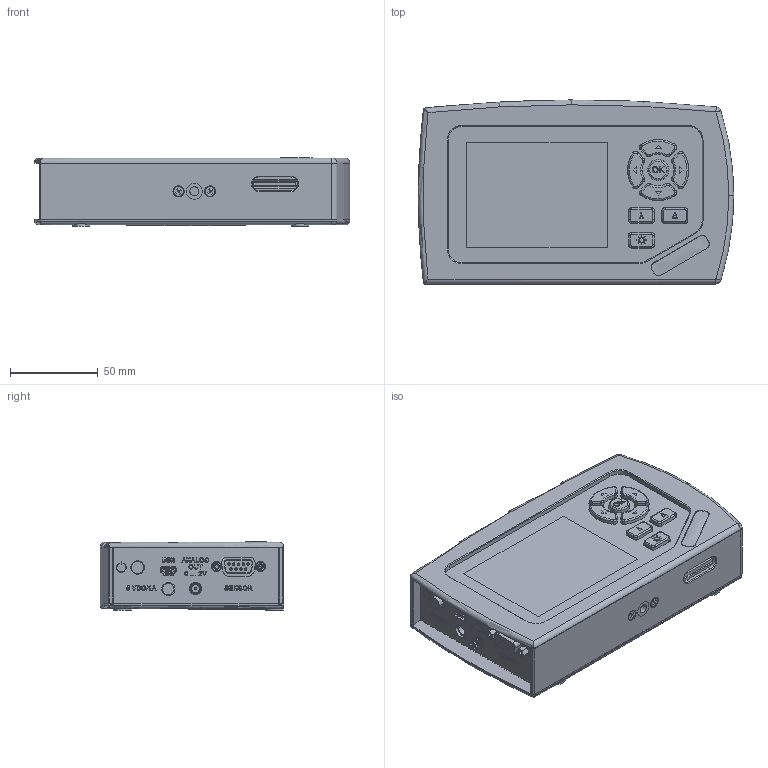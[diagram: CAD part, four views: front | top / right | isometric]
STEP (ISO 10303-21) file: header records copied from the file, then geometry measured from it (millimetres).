
FILE_DESCRIPTION (( 'STEP AP203' ), '1' );
FILE_NAME ('17654-E01.STEP', '2008-12-13T18:20:14', ( 'Manfred Gonnert' ), ( 'Thorlabs GmbH' ), 'SwSTEP 2.0', 'SolidWorks 2008', '' );
FILE_SCHEMA (( 'CONFIG_CONTROL_DESIGN' ));
Products named in the file (1): 17654-E01
Bounding box: 180 x 104.99 x 38.9 mm (x, y, z)
Surface area: 99631.3 mm2 (no closed solid volume)
Topology: 0 solids, 55 shells, 753 faces, 2860 edges, 2162 vertices
Faces by surface type: plane 331, cylinder 276, torus 73, cone 42, bspline 31
Entity records: 37494 total; most frequent: CARTESIAN_POINT 14002, DIRECTION 4704, ORIENTED_EDGE 4291, EDGE_CURVE 2860, VERTEX_POINT 2162, LINE 1652, VECTOR 1652, AXIS2_PLACEMENT_3D 1526
